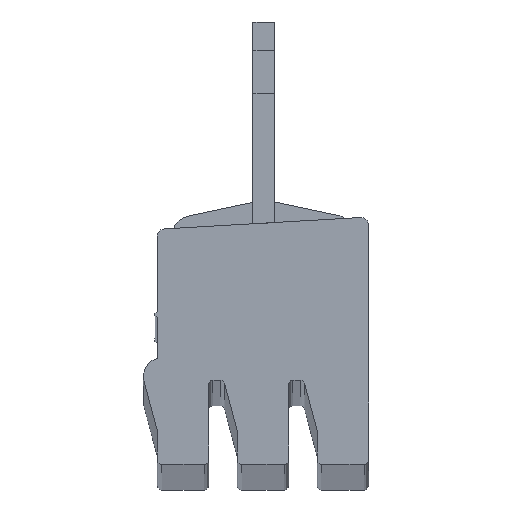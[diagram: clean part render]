
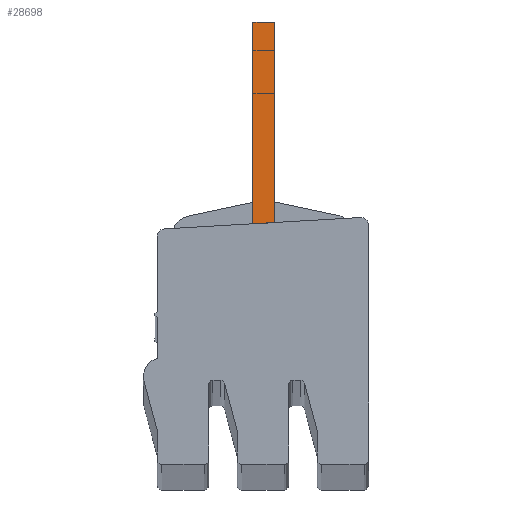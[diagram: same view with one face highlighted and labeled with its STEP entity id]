
A CAD part, top view. The second image highlights one B-rep face of the part: STEP entity #28698.
In plain terms, the highlighted planar face has unit normal (0, 0, 1).
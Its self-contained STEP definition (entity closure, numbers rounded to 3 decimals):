
#28324=DIRECTION('',(0.,1.,0.));
#28325=VECTOR('',#28324,14.054);
#28326=CARTESIAN_POINT('',(8.2,16.946,1023.));
#28327=LINE('',#28326,#28325);
#28392=DIRECTION('',(-0.998,-0.058,0.));
#28393=VECTOR('',#28392,1.503);
#28394=CARTESIAN_POINT('',(8.2,16.946,1023.));
#28395=LINE('',#28394,#28393);
#28399=DIRECTION('',(0.,1.,0.));
#28400=VECTOR('',#28399,14.141);
#28401=CARTESIAN_POINT('',(6.7,16.859,1023.));
#28402=LINE('',#28401,#28400);
#28406=DIRECTION('',(1.,0.,0.));
#28407=VECTOR('',#28406,1.5);
#28408=CARTESIAN_POINT('',(6.7,31.,1023.));
#28409=LINE('',#28408,#28407);
#28497=CARTESIAN_POINT('',(8.2,16.946,1023.));
#28499=VERTEX_POINT('',#28497);
#28503=CARTESIAN_POINT('',(6.7,16.859,1023.));
#28504=VERTEX_POINT('',#28503);
#28505=CARTESIAN_POINT('',(8.2,31.,1023.));
#28506=VERTEX_POINT('',#28505);
#28525=CARTESIAN_POINT('',(6.7,31.,1023.));
#28526=VERTEX_POINT('',#28525);
#28687=CARTESIAN_POINT('',(6.7,11.5,1023.));
#28688=DIRECTION('',(0.,0.,1.));
#28689=DIRECTION('',(1.,0.,0.));
#28690=AXIS2_PLACEMENT_3D('',#28687,#28688,#28689);
#28691=PLANE('',#28690);
#28692=ORIENTED_EDGE('',*,*,#28640,.T.);
#28693=ORIENTED_EDGE('',*,*,#28618,.T.);
#28694=ORIENTED_EDGE('',*,*,#28554,.T.);
#28695=ORIENTED_EDGE('',*,*,#28658,.F.);
#28696=EDGE_LOOP('',(#28692,#28693,#28694,#28695));
#28697=FACE_OUTER_BOUND('',#28696,.F.);
#28554=EDGE_CURVE('',#28526,#28506,#28409,.T.);
#28618=EDGE_CURVE('',#28504,#28526,#28402,.T.);
#28640=EDGE_CURVE('',#28499,#28504,#28395,.T.);
#28658=EDGE_CURVE('',#28499,#28506,#28327,.T.);
#28698=ADVANCED_FACE('',(#28697),#28691,.T.);
